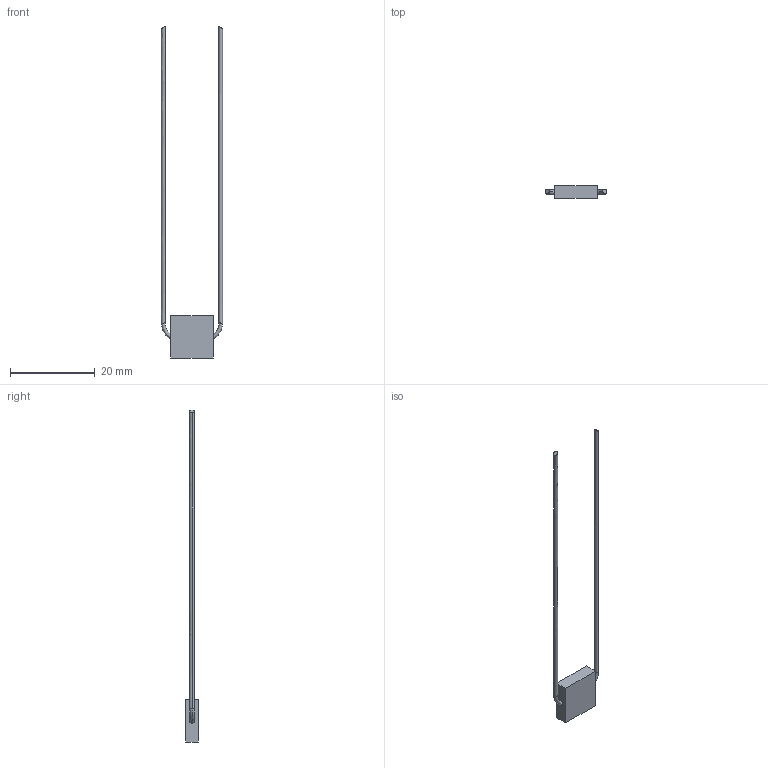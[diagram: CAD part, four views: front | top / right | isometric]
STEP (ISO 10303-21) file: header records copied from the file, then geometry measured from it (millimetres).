
FILE_DESCRIPTION (( 'STEP AP214' ), '1' );
FILE_NAME ('CTN003180.STEP', '2016-09-06T08:38:10', ( '' ), ( '' ), 'SwSTEP 2.0', 'SolidWorks 2016', '' );
FILE_SCHEMA (( 'AUTOMOTIVE_DESIGN' ));
Length unit declared in the file: millimetre
Products named in the file (1): CTN003180
Bounding box: 14.46 x 3 x 78.55 mm (x, y, z)
Volume: 419.2 mm3; surface area: 797.6 mm2
Topology: 3 solids, 3 shells, 18 faces, 32 edges, 20 vertices
Faces by surface type: plane 10, bspline 8
Entity records: 832 total; most frequent: CARTESIAN_POINT 317, ORIENTED_EDGE 64, DIRECTION 54, EDGE_CURVE 32, AXIS2_PLACEMENT_3D 21, VERTEX_POINT 20, UNCERTAINTY_MEASURE_WITH_UNIT 19, SURFACE_SIDE_STYLE 18
